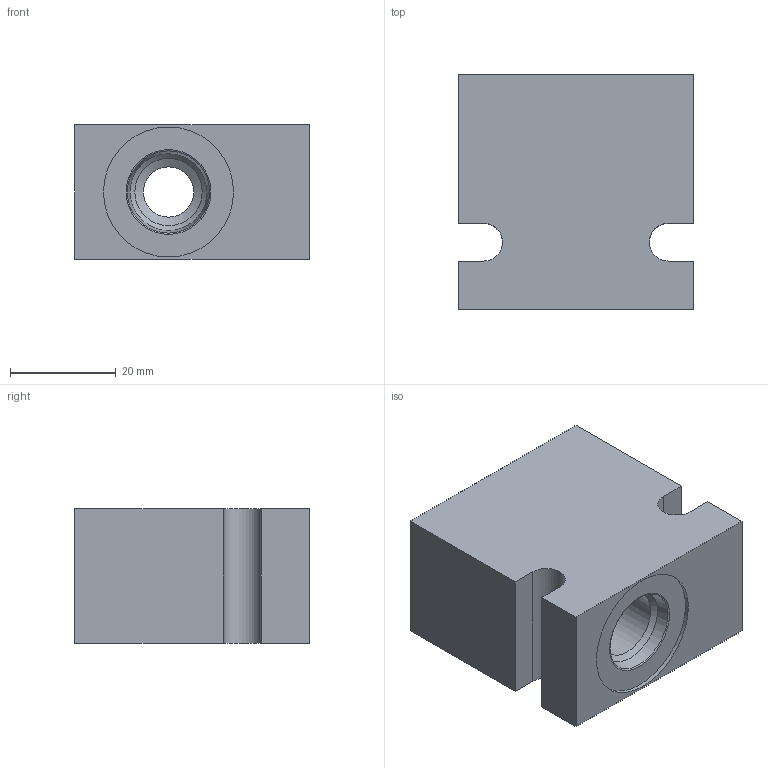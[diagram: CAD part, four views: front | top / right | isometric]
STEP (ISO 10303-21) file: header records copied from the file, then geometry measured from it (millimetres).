
FILE_DESCRIPTION((''),'2;1');
FILE_NAME('6-2-6T.stp','2015-06-04T13:57:11',('jml'),(''),'Autodesk Inventor 2010','Autodesk Inventor 2010','');
FILE_SCHEMA(('AUTOMOTIVE_DESIGN { 1 0 10303 214 1 1 1 1 }'));
Length unit declared in the file: inch
Products named in the file (1): 300226-6T
Bounding box: 44.45 x 44.45 x 25.4 mm (x, y, z)
Volume: 38750 mm3; surface area: 11109.1 mm2
Topology: 1 solids, 1 shells, 42 faces, 95 edges, 60 vertices
Faces by surface type: plane 18, bspline 10, cone 6, cylinder 5, torus 3
Full cylindrical faces by diameter (mm): 24.613 x3
Entity records: 1218 total; most frequent: CARTESIAN_POINT 384, DIRECTION 164, ORIENTED_EDGE 132, EDGE_LOOP 74, AXIS2_PLACEMENT_3D 66, EDGE_CURVE 66, VERTEX_POINT 54, FACE_OUTER_BOUND 42
